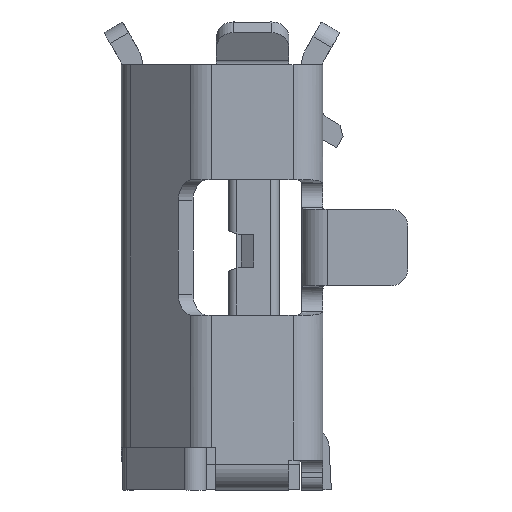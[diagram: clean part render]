
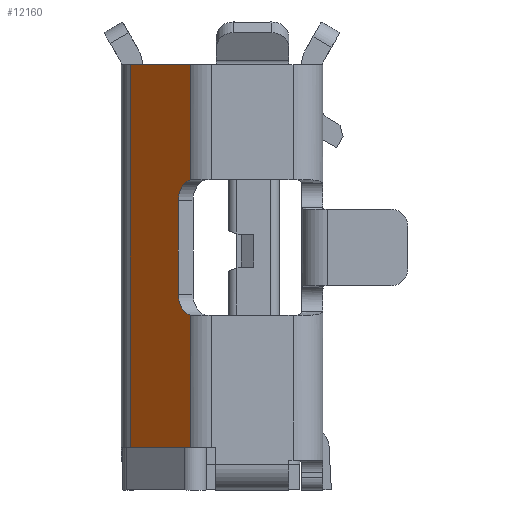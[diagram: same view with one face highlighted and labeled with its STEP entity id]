
A CAD part, left-side view. The second image highlights one B-rep face of the part: STEP entity #12160.
In plain terms, the highlighted planar face has unit normal (-0.716, 0.698, 0).
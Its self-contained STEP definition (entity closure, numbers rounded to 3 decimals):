
#456=CIRCLE('',#12993,0.25);
#457=CIRCLE('',#12994,0.25);
#1604=ORIENTED_EDGE('',*,*,#4890,.T.);
#1605=ORIENTED_EDGE('',*,*,#4891,.T.);
#1606=ORIENTED_EDGE('',*,*,#4892,.T.);
#1607=ORIENTED_EDGE('',*,*,#4843,.F.);
#1608=ORIENTED_EDGE('',*,*,#4893,.T.);
#1609=ORIENTED_EDGE('',*,*,#4894,.T.);
#1610=ORIENTED_EDGE('',*,*,#4895,.T.);
#1611=ORIENTED_EDGE('',*,*,#4848,.F.);
#4843=EDGE_CURVE('',#6511,#6512,#7701,.T.);
#4848=EDGE_CURVE('',#6515,#6516,#7702,.T.);
#4890=EDGE_CURVE('',#6515,#6541,#456,.T.);
#4891=EDGE_CURVE('',#6541,#6542,#7737,.T.);
#4892=EDGE_CURVE('',#6542,#6512,#457,.T.);
#4893=EDGE_CURVE('',#6511,#6543,#7738,.T.);
#4894=EDGE_CURVE('',#6543,#6544,#7739,.T.);
#4895=EDGE_CURVE('',#6544,#6516,#7740,.T.);
#6511=VERTEX_POINT('',#18163);
#6512=VERTEX_POINT('',#18165);
#6515=VERTEX_POINT('',#18179);
#6516=VERTEX_POINT('',#18181);
#6541=VERTEX_POINT('',#18260);
#6542=VERTEX_POINT('',#18262);
#6543=VERTEX_POINT('',#18265);
#6544=VERTEX_POINT('',#18267);
#7701=LINE('',#18164,#9158);
#7702=LINE('',#18180,#9159);
#7737=LINE('',#18261,#9194);
#7738=LINE('',#18264,#9195);
#7739=LINE('',#18266,#9196);
#7740=LINE('',#18268,#9197);
#9158=VECTOR('',#14637,1000.);
#9159=VECTOR('',#14644,1000.);
#9194=VECTOR('',#14719,1000.);
#9195=VECTOR('',#14722,1000.);
#9196=VECTOR('',#14723,1000.);
#9197=VECTOR('',#14724,1000.);
#10396=EDGE_LOOP('',(#1604,#1605,#1606,#1607,#1608,#1609,#1610,#1611));
#11057=FACE_BOUND('',#10396,.T.);
#11664=PLANE('',#12992);
#12160=ADVANCED_FACE('',(#11057),#11664,.T.);
#12992=AXIS2_PLACEMENT_3D('',#18258,#14715,#14716);
#12993=AXIS2_PLACEMENT_3D('',#18259,#14717,#14718);
#12994=AXIS2_PLACEMENT_3D('',#18263,#14720,#14721);
#14637=DIRECTION('',(0.,0.,-1.));
#14644=DIRECTION('',(0.,0.,-1.));
#14715=DIRECTION('',(-0.716,0.698,0.));
#14716=DIRECTION('',(0.,0.,1.));
#14717=DIRECTION('',(0.716,-0.698,0.));
#14718=DIRECTION('',(0.698,0.716,0.));
#14719=DIRECTION('',(0.,0.,1.));
#14720=DIRECTION('',(0.716,-0.698,0.));
#14721=DIRECTION('',(0.698,0.716,0.));
#14722=DIRECTION('',(0.698,0.716,0.));
#14723=DIRECTION('',(0.,0.,-1.));
#14724=DIRECTION('',(-0.698,-0.716,0.));
#18163=CARTESIAN_POINT('',(-3.601,0.369,3.5));
#18164=CARTESIAN_POINT('',(-3.601,0.369,1.25));
#18165=CARTESIAN_POINT('',(-3.601,0.369,2.144));
#18179=CARTESIAN_POINT('',(-3.601,0.369,0.556));
#18180=CARTESIAN_POINT('',(-3.601,0.369,1.25));
#18181=CARTESIAN_POINT('',(-3.601,0.369,-1.));
#18258=CARTESIAN_POINT('',(-2.804,1.187,-1.15));
#18259=CARTESIAN_POINT('',(-3.633,0.336,0.802));
#18260=CARTESIAN_POINT('',(-3.458,0.515,0.802));
#18261=CARTESIAN_POINT('',(-3.458,0.515,1.35));
#18262=CARTESIAN_POINT('',(-3.458,0.515,1.898));
#18263=CARTESIAN_POINT('',(-3.633,0.336,1.898));
#18264=CARTESIAN_POINT('',(-3.255,0.724,3.5));
#18265=CARTESIAN_POINT('',(-2.909,1.079,3.5));
#18266=CARTESIAN_POINT('',(-2.909,1.079,1.25));
#18267=CARTESIAN_POINT('',(-2.909,1.079,-1.));
#18268=CARTESIAN_POINT('',(-3.255,0.724,-1.));
